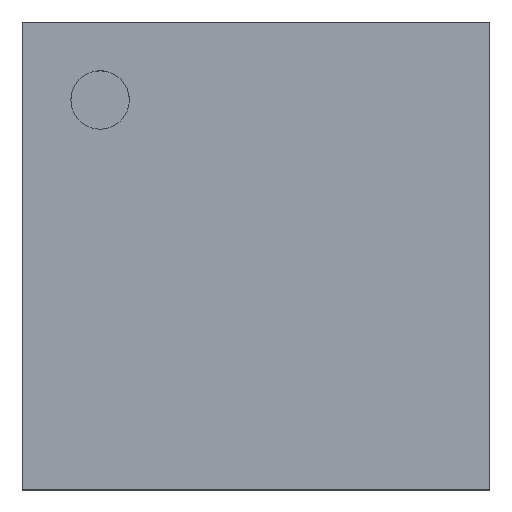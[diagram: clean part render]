
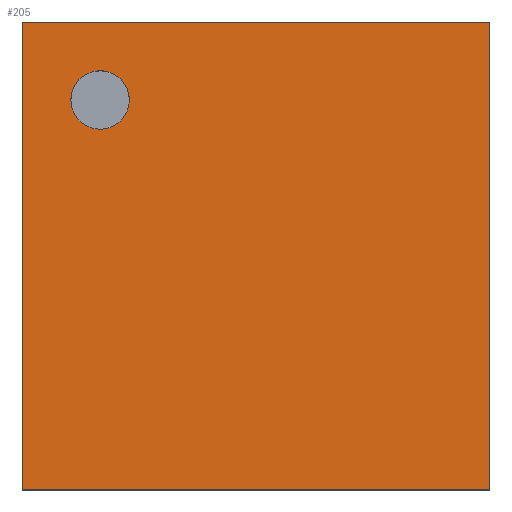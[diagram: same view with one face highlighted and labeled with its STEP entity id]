
A CAD part, top view. The second image highlights one B-rep face of the part: STEP entity #205.
In plain terms, the highlighted planar face has unit normal (0, 0, 1).
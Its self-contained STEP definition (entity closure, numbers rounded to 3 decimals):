
#141 = VERTEX_POINT('',#142);
#142 = CARTESIAN_POINT('',(0.,0.,0.33));
#157 = VERTEX_POINT('',#158);
#158 = CARTESIAN_POINT('',(0.,0.65,0.33));
#164 = EDGE_CURVE('',#141,#157,#165,.T.);
#165 = LINE('',#166,#167);
#166 = CARTESIAN_POINT('',(0.,0.,0.33));
#167 = VECTOR('',#168,1.);
#168 = DIRECTION('',(-0.,1.,0.));
#187 = EDGE_CURVE('',#141,#188,#190,.T.);
#188 = VERTEX_POINT('',#189);
#189 = CARTESIAN_POINT('',(0.65,0.,0.33));
#190 = LINE('',#191,#192);
#191 = CARTESIAN_POINT('',(0.,0.,0.33));
#192 = VECTOR('',#193,1.);
#193 = DIRECTION('',(1.,0.,-0.));
#205 = ADVANCED_FACE('',(#206,#224),#235,.T.);
#206 = FACE_BOUND('',#207,.T.);
#207 = EDGE_LOOP('',(#208,#209,#210,#218));
#208 = ORIENTED_EDGE('',*,*,#164,.F.);
#209 = ORIENTED_EDGE('',*,*,#187,.T.);
#210 = ORIENTED_EDGE('',*,*,#211,.T.);
#211 = EDGE_CURVE('',#188,#212,#214,.T.);
#212 = VERTEX_POINT('',#213);
#213 = CARTESIAN_POINT('',(0.65,0.65,0.33));
#214 = LINE('',#215,#216);
#215 = CARTESIAN_POINT('',(0.65,0.,0.33));
#216 = VECTOR('',#217,1.);
#217 = DIRECTION('',(-0.,1.,0.));
#218 = ORIENTED_EDGE('',*,*,#219,.F.);
#219 = EDGE_CURVE('',#157,#212,#220,.T.);
#220 = LINE('',#221,#222);
#221 = CARTESIAN_POINT('',(0.,0.65,0.33));
#222 = VECTOR('',#223,1.);
#223 = DIRECTION('',(1.,0.,-0.));
#224 = FACE_BOUND('',#225,.T.);
#225 = EDGE_LOOP('',(#226));
#226 = ORIENTED_EDGE('',*,*,#227,.F.);
#227 = EDGE_CURVE('',#228,#228,#230,.T.);
#228 = VERTEX_POINT('',#229);
#229 = CARTESIAN_POINT('',(0.149,0.542,0.33));
#230 = CIRCLE('',#231,0.041);
#231 = AXIS2_PLACEMENT_3D('',#232,#233,#234);
#232 = CARTESIAN_POINT('',(0.108,0.542,0.33));
#233 = DIRECTION('',(0.,0.,1.));
#234 = DIRECTION('',(1.,0.,-0.));
#235 = PLANE('',#236);
#236 = AXIS2_PLACEMENT_3D('',#237,#238,#239);
#237 = CARTESIAN_POINT('',(0.,0.,0.33));
#238 = DIRECTION('',(0.,0.,1.));
#239 = DIRECTION('',(1.,0.,-0.));
